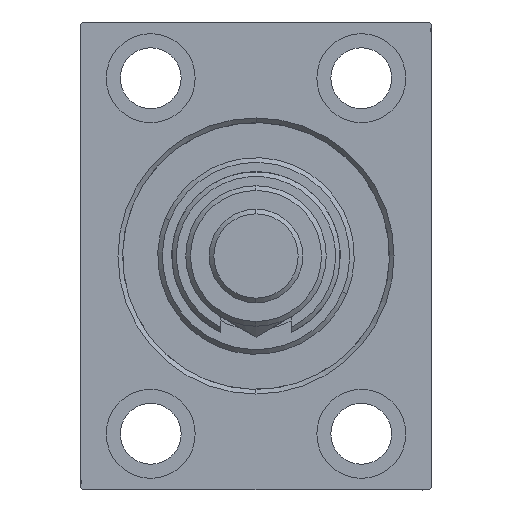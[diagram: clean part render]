
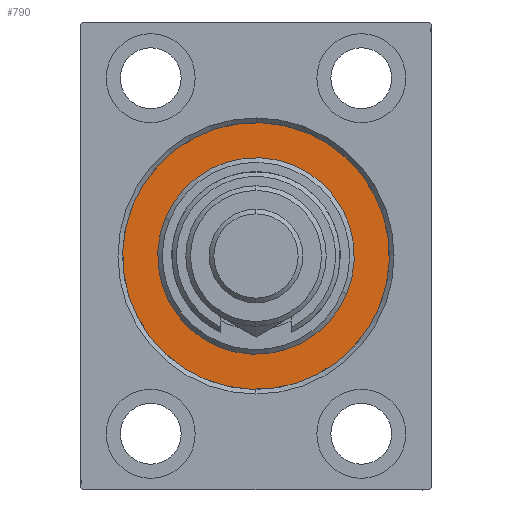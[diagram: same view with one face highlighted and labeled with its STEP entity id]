
A CAD part, left-side view. The second image highlights one B-rep face of the part: STEP entity #790.
In plain terms, the highlighted face is planar.
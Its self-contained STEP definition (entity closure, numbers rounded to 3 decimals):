
#546 = VERTEX_POINT ( 'NONE', #42207 ) ;
#790 = ADVANCED_FACE ( 'NONE', ( #45292, #16672 ), #5119, .F. ) ;
#1522 = DIRECTION ( 'NONE',  ( -1., 0., 0. ) ) ;
#3551 = DIRECTION ( 'NONE',  ( 0., 0., -1. ) ) ;
#4548 = CARTESIAN_POINT ( 'NONE',  ( 0., 0., 28.5 ) ) ;
#5119 = PLANE ( 'NONE',  #33675 ) ;
#5850 = ORIENTED_EDGE ( 'NONE', *, *, #31988, .F. ) ;
#9676 = DIRECTION ( 'NONE',  ( 0., 0., 1. ) ) ;
#12468 = AXIS2_PLACEMENT_3D ( 'NONE', #14402, #22328, #3551 ) ;
#13566 = VERTEX_POINT ( 'NONE', #16238 ) ;
#13775 = DIRECTION ( 'NONE',  ( -1., 0., 0. ) ) ;
#13977 = CIRCLE ( 'NONE', #45445, 28.5 ) ;
#14402 = CARTESIAN_POINT ( 'NONE',  ( 0., 0., 0. ) ) ;
#14502 = ORIENTED_EDGE ( 'NONE', *, *, #14693, .F. ) ;
#14693 = EDGE_CURVE ( 'NONE', #546, #39876, #30147, .T. ) ;
#15150 = AXIS2_PLACEMENT_3D ( 'NONE', #32284, #13775, #9676 ) ;
#16238 = CARTESIAN_POINT ( 'NONE',  ( 0., 0., -28.5 ) ) ;
#16595 = EDGE_CURVE ( 'NONE', #39876, #546, #17921, .T. ) ;
#16672 = FACE_OUTER_BOUND ( 'NONE', #43949, .T. ) ;
#17921 = CIRCLE ( 'NONE', #44787, 21. ) ;
#19816 = CARTESIAN_POINT ( 'NONE',  ( 0., 0., 0. ) ) ;
#21447 = CARTESIAN_POINT ( 'NONE',  ( 0., 0., 0. ) ) ;
#22214 = DIRECTION ( 'NONE',  ( -1., 0., 0. ) ) ;
#22328 = DIRECTION ( 'NONE',  ( 1., 0., 0. ) ) ;
#22454 = DIRECTION ( 'NONE',  ( 0., 0., 1. ) ) ;
#23587 = CIRCLE ( 'NONE', #15150, 28.5 ) ;
#30147 = CIRCLE ( 'NONE', #12468, 21. ) ;
#31988 = EDGE_CURVE ( 'NONE', #39750, #13566, #23587, .T. ) ;
#32137 = ORIENTED_EDGE ( 'NONE', *, *, #44144, .F. ) ;
#32284 = CARTESIAN_POINT ( 'NONE',  ( 0., 0., 0. ) ) ;
#32974 = DIRECTION ( 'NONE',  ( 1., 0., 0. ) ) ;
#33675 = AXIS2_PLACEMENT_3D ( 'NONE', #19816, #1522, #42611 ) ;
#37569 = CARTESIAN_POINT ( 'NONE',  ( 0., 0., 0. ) ) ;
#39152 = EDGE_LOOP ( 'NONE', ( #14502, #41606 ) ) ;
#39750 = VERTEX_POINT ( 'NONE', #4548 ) ;
#39876 = VERTEX_POINT ( 'NONE', #46580 ) ;
#39936 = DIRECTION ( 'NONE',  ( 0., 0., -1. ) ) ;
#41606 = ORIENTED_EDGE ( 'NONE', *, *, #16595, .F. ) ;
#42207 = CARTESIAN_POINT ( 'NONE',  ( 0., 0., 21. ) ) ;
#42611 = DIRECTION ( 'NONE',  ( 0., 0., 1. ) ) ;
#43949 = EDGE_LOOP ( 'NONE', ( #32137, #5850 ) ) ;
#44144 = EDGE_CURVE ( 'NONE', #13566, #39750, #13977, .T. ) ;
#44787 = AXIS2_PLACEMENT_3D ( 'NONE', #21447, #32974, #39936 ) ;
#45292 = FACE_BOUND ( 'NONE', #39152, .T. ) ;
#45445 = AXIS2_PLACEMENT_3D ( 'NONE', #37569, #22214, #22454 ) ;
#46580 = CARTESIAN_POINT ( 'NONE',  ( 0., 0., -21. ) ) ;
